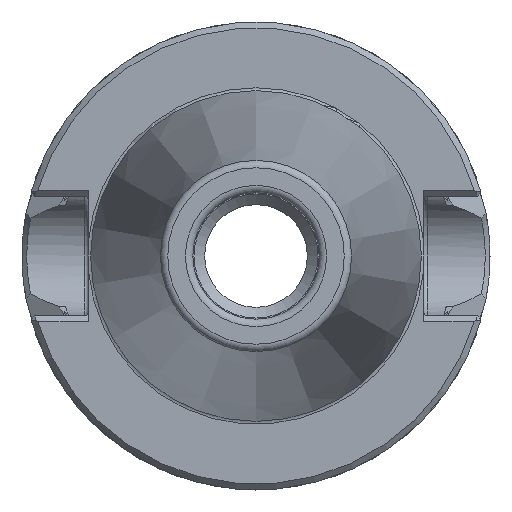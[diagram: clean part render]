
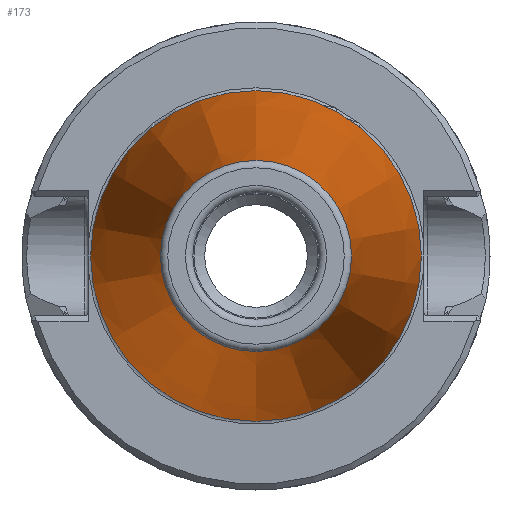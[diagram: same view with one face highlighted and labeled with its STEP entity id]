
A CAD part, left-side view. The second image highlights one B-rep face of the part: STEP entity #173.
In plain terms, the highlighted conical face has half-angle 8.297 degrees and reference radius 12.871 mm.
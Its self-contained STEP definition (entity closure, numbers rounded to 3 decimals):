
#173 = ADVANCED_FACE( '', ( #426, #427 ), #428, .T. );
#426 = FACE_OUTER_BOUND( '', #785, .T. );
#427 = FACE_BOUND( '', #786, .T. );
#428 = CONICAL_SURFACE( '', #787, 12.871, 0.145 );
#785 = EDGE_LOOP( '', ( #1267 ) );
#786 = EDGE_LOOP( '', ( #1268 ) );
#787 = AXIS2_PLACEMENT_3D( '', #1269, #1270, #1271 );
#1267 = ORIENTED_EDGE( '', *, *, #2057, .T. );
#1268 = ORIENTED_EDGE( '', *, *, #2058, .F. );
#1269 = CARTESIAN_POINT( '', ( -64.544, 0., 0. ) );
#1270 = DIRECTION( '', ( 1., 0., 0. ) );
#1271 = DIRECTION( '', ( 0., 0., -1. ) );
#2057 = EDGE_CURVE( '', #2465, #2465, #2466, .T. );
#2058 = EDGE_CURVE( '', #2467, #2467, #2468, .T. );
#2465 = VERTEX_POINT( '', #3079 );
#2466 = CIRCLE( '', #3080, 22.268 );
#2467 = VERTEX_POINT( '', #3081 );
#2468 = CIRCLE( '', #3082, 12.871 );
#3079 = CARTESIAN_POINT( '', ( -0.106, 0., 22.268 ) );
#3080 = AXIS2_PLACEMENT_3D( '', #3964, #3965, #3966 );
#3081 = CARTESIAN_POINT( '', ( -64.544, 0., 12.871 ) );
#3082 = AXIS2_PLACEMENT_3D( '', #3967, #3968, #3969 );
#3964 = CARTESIAN_POINT( '', ( -0.106, 0., 0. ) );
#3965 = DIRECTION( '', ( -1., 0., 0. ) );
#3966 = DIRECTION( '', ( 0., 0., 1. ) );
#3967 = CARTESIAN_POINT( '', ( -64.544, 0., 0. ) );
#3968 = DIRECTION( '', ( -1., 0., 0. ) );
#3969 = DIRECTION( '', ( 0., 0., 1. ) );
